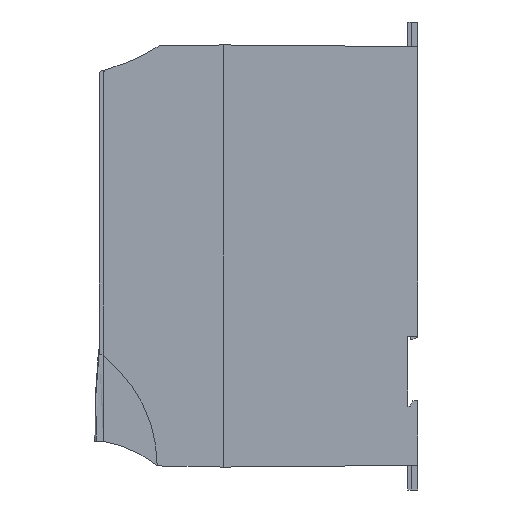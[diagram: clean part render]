
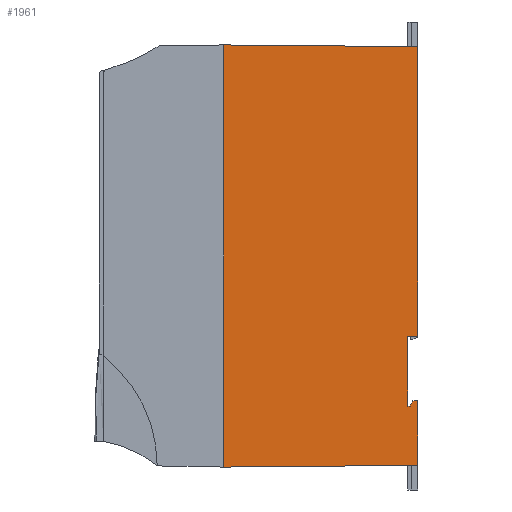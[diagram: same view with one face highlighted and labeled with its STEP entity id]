
A CAD part, left-side view. The second image highlights one B-rep face of the part: STEP entity #1961.
In plain terms, the highlighted planar face has unit normal (-1, 0, 0).
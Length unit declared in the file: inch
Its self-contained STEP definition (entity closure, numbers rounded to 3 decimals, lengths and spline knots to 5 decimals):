
#51 = DIRECTION ( 'NONE',  ( 0., -1., 0.009 ) ) ;
#156 = EDGE_CURVE ( 'NONE', #1111, #5929, #1488, .T. ) ;
#421 = EDGE_CURVE ( 'NONE', #2212, #5731, #1861, .T. ) ;
#530 = DIRECTION ( 'NONE',  ( 0., 0., 1. ) ) ;
#574 = VECTOR ( 'NONE', #4804, 39.37008 ) ;
#612 = CARTESIAN_POINT ( 'NONE',  ( -1.75197, 0.99417, 0. ) ) ;
#654 = CARTESIAN_POINT ( 'NONE',  ( -1.75197, -2.73819, -4.06517 ) ) ;
#662 = DIRECTION ( 'NONE',  ( 0., 1., 0.009 ) ) ;
#705 = CARTESIAN_POINT ( 'NONE',  ( -1.75197, -2.73819, -4.10454 ) ) ;
#888 = CARTESIAN_POINT ( 'NONE',  ( -1.75197, -2.88386, -3.99208 ) ) ;
#956 = VECTOR ( 'NONE', #5774, 39.37008 ) ;
#980 = DIRECTION ( 'NONE',  ( 0., 0., 1. ) ) ;
#1005 = DIRECTION ( 'NONE',  ( 0., -1., 0.017 ) ) ;
#1043 = LINE ( 'NONE', #1602, #4256 ) ;
#1111 = VERTEX_POINT ( 'NONE', #2610 ) ;
#1179 = LINE ( 'NONE', #654, #574 ) ;
#1275 = EDGE_CURVE ( 'NONE', #4842, #1728, #6233, .T. ) ;
#1342 = CARTESIAN_POINT ( 'NONE',  ( -1.75197, -2.78937, -3.99208 ) ) ;
#1393 = AXIS2_PLACEMENT_3D ( 'NONE', #3143, #4088, #980 ) ;
#1456 = CARTESIAN_POINT ( 'NONE',  ( -1.75197, -2.88386, 0. ) ) ;
#1488 = LINE ( 'NONE', #1456, #4748 ) ;
#1546 = LINE ( 'NONE', #5568, #5962 ) ;
#1589 = LINE ( 'NONE', #3604, #4790 ) ;
#1602 = CARTESIAN_POINT ( 'NONE',  ( -1.75197, -2.68701, -2.7069 ) ) ;
#1633 = VERTEX_POINT ( 'NONE', #4711 ) ;
#1728 = VERTEX_POINT ( 'NONE', #2675 ) ;
#1769 = EDGE_LOOP ( 'NONE', ( #5518, #1821, #3582, #4999, #4753, #3610, #2074, #4889, #2441, #1771, #4278 ) ) ;
#1771 = ORIENTED_EDGE ( 'NONE', *, *, #421, .T. ) ;
#1821 = ORIENTED_EDGE ( 'NONE', *, *, #156, .T. ) ;
#1861 = LINE ( 'NONE', #3775, #956 ) ;
#1961 = ADVANCED_FACE ( 'NONE', ( #6095 ), #3565, .T. ) ;
#1982 = CARTESIAN_POINT ( 'NONE',  ( -1.75197, 0., -3.99208 ) ) ;
#2014 = EDGE_CURVE ( 'NONE', #5210, #2212, #1179, .T. ) ;
#2074 = ORIENTED_EDGE ( 'NONE', *, *, #3212, .T. ) ;
#2212 = VERTEX_POINT ( 'NONE', #705 ) ;
#2427 = DIRECTION ( 'NONE',  ( 0., 0.574, -0.819 ) ) ;
#2441 = ORIENTED_EDGE ( 'NONE', *, *, #2014, .T. ) ;
#2610 = CARTESIAN_POINT ( 'NONE',  ( -1.75197, -2.88386, -2.70347 ) ) ;
#2612 = EDGE_CURVE ( 'NONE', #5929, #4236, #1589, .T. ) ;
#2626 = DIRECTION ( 'NONE',  ( 0., 0., -1. ) ) ;
#2675 = CARTESIAN_POINT ( 'NONE',  ( -1.75197, -2.88386, -5.28671 ) ) ;
#2789 = CARTESIAN_POINT ( 'NONE',  ( -1.75197, 0.99417, -5.32055 ) ) ;
#2917 = VECTOR ( 'NONE', #2427, 39.37008 ) ;
#2945 = CARTESIAN_POINT ( 'NONE',  ( -1.75197, -2.88386, 3.08021 ) ) ;
#3088 = VECTOR ( 'NONE', #51, 39.37008 ) ;
#3143 = CARTESIAN_POINT ( 'NONE',  ( -1.75197, 0., 0. ) ) ;
#3212 = EDGE_CURVE ( 'NONE', #5888, #6411, #3918, .T. ) ;
#3334 = CARTESIAN_POINT ( 'NONE',  ( -1.75197, 0.99417, 3.11405 ) ) ;
#3363 = DIRECTION ( 'NONE',  ( 0., 1., 0. ) ) ;
#3383 = CARTESIAN_POINT ( 'NONE',  ( -1.75197, -2.78937, -3.99208 ) ) ;
#3565 = PLANE ( 'NONE',  #1393 ) ;
#3582 = ORIENTED_EDGE ( 'NONE', *, *, #2612, .T. ) ;
#3592 = DIRECTION ( 'NONE',  ( 0., 0., 1. ) ) ;
#3601 = CARTESIAN_POINT ( 'NONE',  ( -1.75197, -2.88386, 0. ) ) ;
#3604 = CARTESIAN_POINT ( 'NONE',  ( -1.75197, -2.88386, 3.08021 ) ) ;
#3610 = ORIENTED_EDGE ( 'NONE', *, *, #5947, .T. ) ;
#3648 = VECTOR ( 'NONE', #3363, 39.37008 ) ;
#3671 = EDGE_CURVE ( 'NONE', #1633, #1111, #1043, .T. ) ;
#3775 = CARTESIAN_POINT ( 'NONE',  ( -1.75197, -2.88386, -4.10454 ) ) ;
#3918 = LINE ( 'NONE', #1982, #3648 ) ;
#4088 = DIRECTION ( 'NONE',  ( -1., 0., 0. ) ) ;
#4101 = LINE ( 'NONE', #612, #6484 ) ;
#4236 = VERTEX_POINT ( 'NONE', #3334 ) ;
#4256 = VECTOR ( 'NONE', #1005, 39.37008 ) ;
#4278 = ORIENTED_EDGE ( 'NONE', *, *, #5263, .T. ) ;
#4583 = CARTESIAN_POINT ( 'NONE',  ( -1.75197, -2.73819, -4.06517 ) ) ;
#4711 = CARTESIAN_POINT ( 'NONE',  ( -1.75197, -2.68701, -2.7069 ) ) ;
#4748 = VECTOR ( 'NONE', #5442, 39.37008 ) ;
#4753 = ORIENTED_EDGE ( 'NONE', *, *, #1275, .T. ) ;
#4790 = VECTOR ( 'NONE', #662, 39.37008 ) ;
#4804 = DIRECTION ( 'NONE',  ( 0., 0., -1. ) ) ;
#4842 = VERTEX_POINT ( 'NONE', #2789 ) ;
#4889 = ORIENTED_EDGE ( 'NONE', *, *, #6018, .T. ) ;
#4999 = ORIENTED_EDGE ( 'NONE', *, *, #5146, .T. ) ;
#5146 = EDGE_CURVE ( 'NONE', #4236, #4842, #4101, .T. ) ;
#5210 = VERTEX_POINT ( 'NONE', #4583 ) ;
#5263 = EDGE_CURVE ( 'NONE', #5731, #1633, #1546, .T. ) ;
#5442 = DIRECTION ( 'NONE',  ( 0., 0., 1. ) ) ;
#5504 = LINE ( 'NONE', #3601, #5964 ) ;
#5518 = ORIENTED_EDGE ( 'NONE', *, *, #3671, .T. ) ;
#5568 = CARTESIAN_POINT ( 'NONE',  ( -1.75197, -2.68701, 0. ) ) ;
#5731 = VERTEX_POINT ( 'NONE', #6206 ) ;
#5774 = DIRECTION ( 'NONE',  ( 0., 1., 0. ) ) ;
#5888 = VERTEX_POINT ( 'NONE', #888 ) ;
#5929 = VERTEX_POINT ( 'NONE', #2945 ) ;
#5947 = EDGE_CURVE ( 'NONE', #1728, #5888, #5504, .T. ) ;
#5962 = VECTOR ( 'NONE', #3592, 39.37008 ) ;
#5964 = VECTOR ( 'NONE', #530, 39.37008 ) ;
#5985 = LINE ( 'NONE', #1342, #2917 ) ;
#6018 = EDGE_CURVE ( 'NONE', #6411, #5210, #5985, .T. ) ;
#6083 = CARTESIAN_POINT ( 'NONE',  ( -1.75197, 0.99417, -5.32055 ) ) ;
#6095 = FACE_OUTER_BOUND ( 'NONE', #1769, .T. ) ;
#6206 = CARTESIAN_POINT ( 'NONE',  ( -1.75197, -2.68701, -4.10454 ) ) ;
#6233 = LINE ( 'NONE', #6083, #3088 ) ;
#6411 = VERTEX_POINT ( 'NONE', #3383 ) ;
#6484 = VECTOR ( 'NONE', #2626, 39.37008 ) ;
